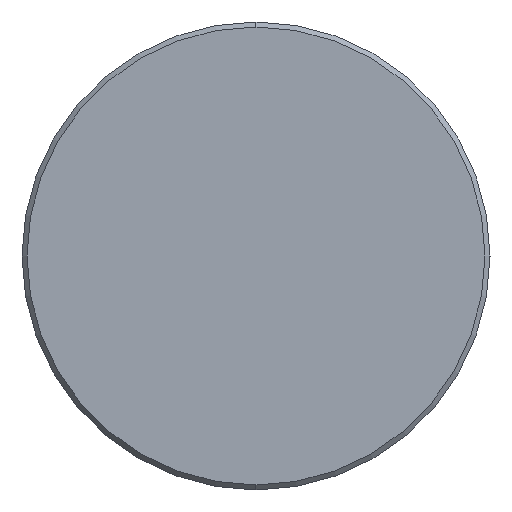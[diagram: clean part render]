
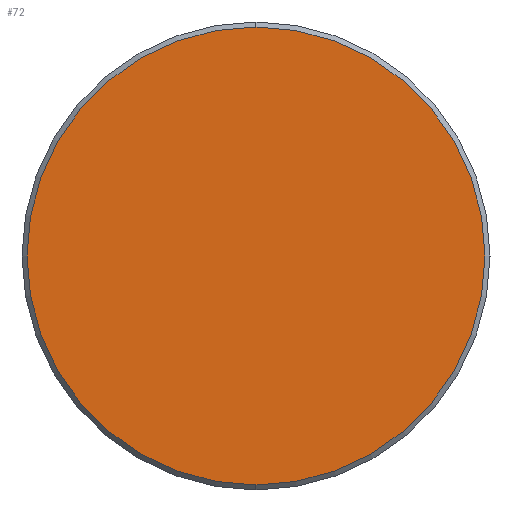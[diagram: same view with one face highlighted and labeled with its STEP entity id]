
A CAD part, left-side view. The second image highlights one B-rep face of the part: STEP entity #72.
In plain terms, the highlighted planar face has unit normal (-1, 0, 0).
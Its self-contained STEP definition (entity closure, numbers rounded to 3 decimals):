
#48 = DIRECTION ( 'NONE',  ( -1., 0., 0. ) ) ;
#67 = ORIENTED_EDGE ( 'NONE', *, *, #408, .T. ) ;
#72 = ADVANCED_FACE ( 'NONE', ( #544 ), #530, .F. ) ;
#109 = DIRECTION ( 'NONE',  ( 0., 0., 1. ) ) ;
#174 = AXIS2_PLACEMENT_3D ( 'NONE', #640, #527, #249 ) ;
#229 = EDGE_LOOP ( 'NONE', ( #651, #67 ) ) ;
#248 = CIRCLE ( 'NONE', #610, 13.7 ) ;
#249 = DIRECTION ( 'NONE',  ( 0., 0., -1. ) ) ;
#250 = VERTEX_POINT ( 'NONE', #686 ) ;
#329 = CARTESIAN_POINT ( 'NONE',  ( 0., 0., 13.7 ) ) ;
#349 = CIRCLE ( 'NONE', #631, 13.7 ) ;
#369 = VERTEX_POINT ( 'NONE', #329 ) ;
#407 = DIRECTION ( 'NONE',  ( -1., 0., 0. ) ) ;
#408 = EDGE_CURVE ( 'NONE', #369, #250, #349, .T. ) ;
#523 = EDGE_CURVE ( 'NONE', #250, #369, #248, .T. ) ;
#526 = CARTESIAN_POINT ( 'NONE',  ( 0., 0., 0. ) ) ;
#527 = DIRECTION ( 'NONE',  ( 1., 0., 0. ) ) ;
#530 = PLANE ( 'NONE',  #174 ) ;
#544 = FACE_OUTER_BOUND ( 'NONE', #229, .T. ) ;
#610 = AXIS2_PLACEMENT_3D ( 'NONE', #526, #407, #629 ) ;
#629 = DIRECTION ( 'NONE',  ( 0., 0., 1. ) ) ;
#631 = AXIS2_PLACEMENT_3D ( 'NONE', #667, #48, #109 ) ;
#640 = CARTESIAN_POINT ( 'NONE',  ( 0., 0., 0. ) ) ;
#651 = ORIENTED_EDGE ( 'NONE', *, *, #523, .T. ) ;
#667 = CARTESIAN_POINT ( 'NONE',  ( 0., 0., 0. ) ) ;
#686 = CARTESIAN_POINT ( 'NONE',  ( 0., 0., -13.7 ) ) ;
